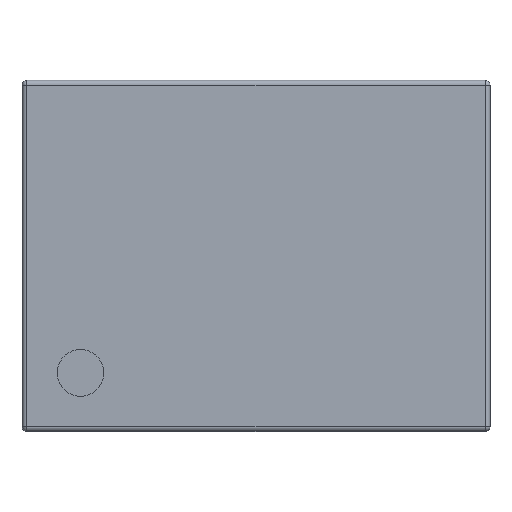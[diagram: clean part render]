
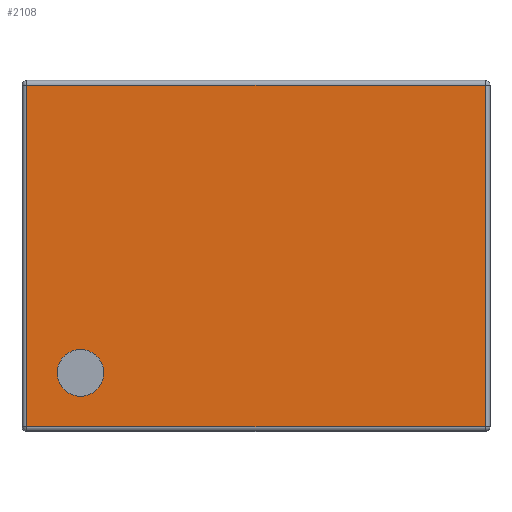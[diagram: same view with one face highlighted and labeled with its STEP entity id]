
A CAD part, top view. The second image highlights one B-rep face of the part: STEP entity #2108.
In plain terms, the highlighted planar face has unit normal (0, 0, 1).
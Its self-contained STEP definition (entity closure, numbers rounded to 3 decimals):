
#67=FACE_BOUND('',#324,.T.);
#86=PLANE('',#2305);
#204=FACE_OUTER_BOUND('',#323,.T.);
#323=EDGE_LOOP('',(#1670,#1671,#1672,#1673));
#324=EDGE_LOOP('',(#1674));
#486=LINE('',#3279,#724);
#490=LINE('',#3292,#728);
#492=LINE('',#3295,#730);
#494=LINE('',#3298,#732);
#724=VECTOR('',#2647,10.);
#728=VECTOR('',#2663,10.);
#730=VECTOR('',#2667,10.);
#732=VECTOR('',#2671,10.);
#943=CIRCLE('',#2306,0.1);
#1044=VERTEX_POINT('',#3236);
#1051=VERTEX_POINT('',#3261);
#1054=VERTEX_POINT('',#3270);
#1057=VERTEX_POINT('',#3283);
#1067=VERTEX_POINT('',#3328);
#1275=EDGE_CURVE('',#1044,#1054,#486,.T.);
#1282=EDGE_CURVE('',#1054,#1057,#490,.T.);
#1284=EDGE_CURVE('',#1057,#1051,#492,.T.);
#1286=EDGE_CURVE('',#1051,#1044,#494,.T.);
#1301=EDGE_CURVE('',#1067,#1067,#943,.T.);
#1670=ORIENTED_EDGE('',*,*,#1275,.F.);
#1671=ORIENTED_EDGE('',*,*,#1286,.F.);
#1672=ORIENTED_EDGE('',*,*,#1284,.F.);
#1673=ORIENTED_EDGE('',*,*,#1282,.F.);
#1674=ORIENTED_EDGE('',*,*,#1301,.T.);
#2108=ADVANCED_FACE('',(#204,#67),#86,.T.);
#2305=AXIS2_PLACEMENT_3D('',#3327,#2700,#2701);
#2306=AXIS2_PLACEMENT_3D('',#3329,#2702,#2703);
#2647=DIRECTION('',(0.,-1.,0.));
#2663=DIRECTION('',(-1.,0.,0.));
#2667=DIRECTION('',(0.,1.,0.));
#2671=DIRECTION('',(1.,0.,0.));
#2700=DIRECTION('center_axis',(0.,0.,1.));
#2701=DIRECTION('ref_axis',(1.,0.,0.));
#2702=DIRECTION('center_axis',(0.,0.,-1.));
#2703=DIRECTION('ref_axis',(-1.,0.,0.));
#3236=CARTESIAN_POINT('',(0.98,0.73,0.6));
#3261=CARTESIAN_POINT('',(-0.98,0.73,0.6));
#3270=CARTESIAN_POINT('',(0.98,-0.73,0.6));
#3279=CARTESIAN_POINT('',(0.98,-0.375,0.6));
#3283=CARTESIAN_POINT('',(-0.98,-0.73,0.6));
#3292=CARTESIAN_POINT('',(-0.5,-0.73,0.6));
#3295=CARTESIAN_POINT('',(-0.98,0.375,0.6));
#3298=CARTESIAN_POINT('',(0.5,0.73,0.6));
#3327=CARTESIAN_POINT('Origin',(0.,0.,0.6));
#3328=CARTESIAN_POINT('',(-0.65,-0.5,0.6));
#3329=CARTESIAN_POINT('Origin',(-0.75,-0.5,0.6));
